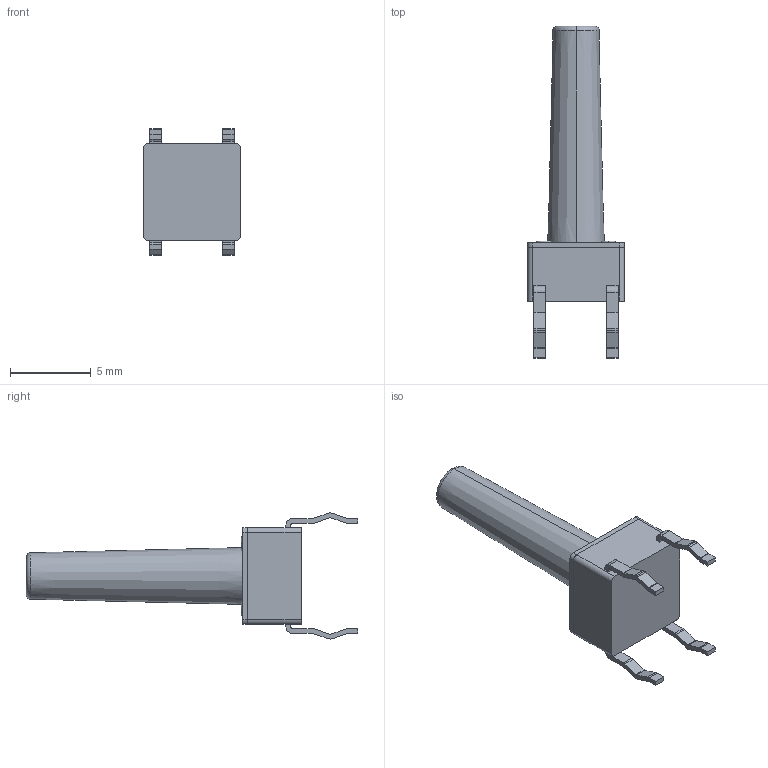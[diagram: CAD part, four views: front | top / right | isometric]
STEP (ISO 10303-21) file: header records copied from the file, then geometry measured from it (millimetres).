
FILE_DESCRIPTION (( 'STEP AP214' ), '1' );
FILE_NAME ('3-1825910-1.STEP', '2020-03-18T05:36:50', ( '' ), ( '' ), 'SwSTEP 2.0', 'SolidWorks 2017', '' );
FILE_SCHEMA (( 'AUTOMOTIVE_DESIGN' ));
Length unit declared in the file: millimetre
Products named in the file (1): 3-1825910-1
Bounding box: 5.99 x 20.52 x 7.8 mm (x, y, z)
Volume: 240.3 mm3; surface area: 422.5 mm2
Topology: 11 solids, 11 shells, 142 faces, 350 edges, 230 vertices
Faces by surface type: plane 78, cylinder 52, torus 10, cone 2
Entity records: 4346 total; most frequent: DIRECTION 764, CARTESIAN_POINT 723, ORIENTED_EDGE 700, EDGE_CURVE 350, AXIS2_PLACEMENT_3D 271, VERTEX_POINT 230, VECTOR 222, LINE 222
